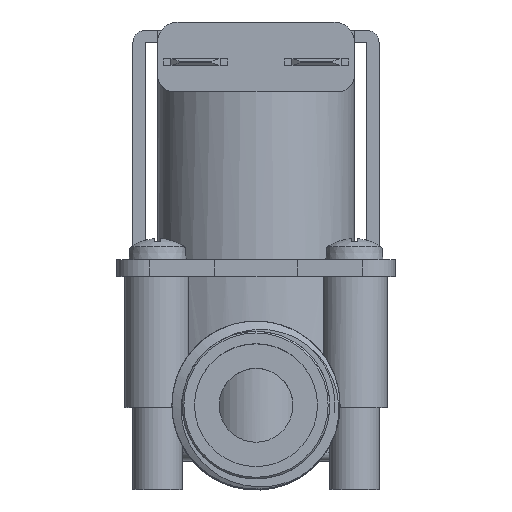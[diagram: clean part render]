
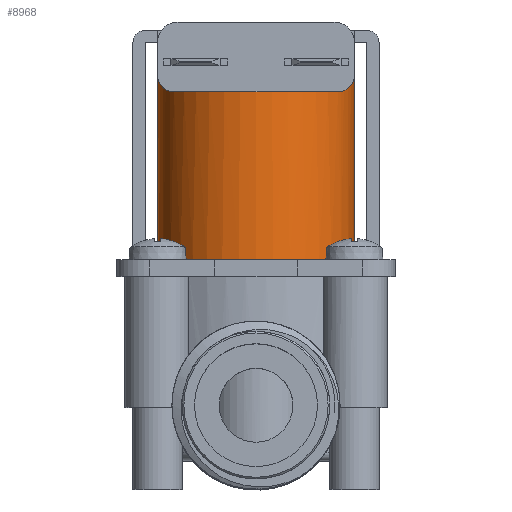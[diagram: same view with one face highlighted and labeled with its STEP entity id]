
A CAD part, top view. The second image highlights one B-rep face of the part: STEP entity #8968.
In plain terms, the highlighted cylindrical face has radius 12 mm (diameter 24 mm), a full revolution.
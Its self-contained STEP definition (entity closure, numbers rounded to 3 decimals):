
#1187=FACE_OUTER_BOUND('',#1771,.T.);
#1771=EDGE_LOOP('',(#8153,#8154,#8155,#8156,#8157,#8158,#8159,#8160,#8161));
#2196=CIRCLE('',#10083,12.);
#2215=CIRCLE('',#10122,12.);
#2216=CIRCLE('',#10125,12.);
#2360=B_SPLINE_CURVE_WITH_KNOTS('',3,(#21039,#21040,#21041,#21042,#21043,
#21044),.UNSPECIFIED.,.F.,.F.,(4,2,4),(1.486,1.839,
2.191),.UNSPECIFIED.);
#2361=B_SPLINE_CURVE_WITH_KNOTS('',3,(#21051,#21052,#21053,#21054,#21055,
#21056),.UNSPECIFIED.,.F.,.F.,(4,2,4),(0.,0.353,0.705),
 .UNSPECIFIED.);
#2938=LINE('',#21018,#3598);
#2942=LINE('',#21034,#3602);
#2946=LINE('',#21059,#3606);
#3598=VECTOR('',#12470,10.);
#3602=VECTOR('',#12488,10.);
#3606=VECTOR('',#12504,12.);
#4429=VERTEX_POINT('',#20930);
#4430=VERTEX_POINT('',#20932);
#4458=VERTEX_POINT('',#21016);
#4463=VERTEX_POINT('',#21033);
#4464=VERTEX_POINT('',#21038);
#4465=VERTEX_POINT('',#21047);
#4466=VERTEX_POINT('',#21058);
#5648=EDGE_CURVE('',#4429,#4430,#2196,.T.);
#5691=EDGE_CURVE('',#4458,#4429,#2938,.T.);
#5699=EDGE_CURVE('',#4463,#4430,#2942,.T.);
#5701=EDGE_CURVE('',#4463,#4464,#2360,.F.);
#5703=EDGE_CURVE('',#4465,#4464,#2215,.T.);
#5705=EDGE_CURVE('',#4465,#4458,#2361,.F.);
#5706=EDGE_CURVE('',#4463,#4466,#2946,.T.);
#5707=EDGE_CURVE('',#4466,#4466,#2216,.T.);
#8153=ORIENTED_EDGE('',*,*,#5703,.T.);
#8154=ORIENTED_EDGE('',*,*,#5701,.F.);
#8155=ORIENTED_EDGE('',*,*,#5706,.T.);
#8156=ORIENTED_EDGE('',*,*,#5707,.F.);
#8157=ORIENTED_EDGE('',*,*,#5706,.F.);
#8158=ORIENTED_EDGE('',*,*,#5699,.T.);
#8159=ORIENTED_EDGE('',*,*,#5648,.F.);
#8160=ORIENTED_EDGE('',*,*,#5691,.F.);
#8161=ORIENTED_EDGE('',*,*,#5705,.F.);
#8503=CYLINDRICAL_SURFACE('',#10124,12.);
#8968=ADVANCED_FACE('',(#1187),#8503,.T.);
#10083=AXIS2_PLACEMENT_3D('',#20933,#12384,#12385);
#10122=AXIS2_PLACEMENT_3D('',#21048,#12497,#12498);
#10124=AXIS2_PLACEMENT_3D('',#21057,#12502,#12503);
#10125=AXIS2_PLACEMENT_3D('',#21060,#12505,#12506);
#12384=DIRECTION('center_axis',(0.,1.,0.));
#12385=DIRECTION('ref_axis',(1.,0.,0.));
#12470=DIRECTION('',(0.,1.,0.));
#12488=DIRECTION('',(0.,1.,0.));
#12497=DIRECTION('center_axis',(0.,-1.,0.));
#12498=DIRECTION('ref_axis',(1.,0.,0.));
#12502=DIRECTION('center_axis',(0.,1.,0.));
#12503=DIRECTION('ref_axis',(1.,0.,0.));
#12504=DIRECTION('',(0.,-1.,0.));
#12505=DIRECTION('center_axis',(0.,-1.,0.));
#12506=DIRECTION('ref_axis',(1.,0.,0.));
#20930=CARTESIAN_POINT('',(12.,28.5,0.));
#20932=CARTESIAN_POINT('',(-12.,28.5,0.));
#20933=CARTESIAN_POINT('Origin',(0.,28.5,0.));
#21016=CARTESIAN_POINT('',(12.,24.5,0.));
#21018=CARTESIAN_POINT('',(12.,2.,0.));
#21033=CARTESIAN_POINT('',(-12.,24.5,0.));
#21034=CARTESIAN_POINT('',(-12.,2.,0.));
#21038=CARTESIAN_POINT('',(-10.,22.5,6.633));
#21039=CARTESIAN_POINT('Ctrl Pts',(-10.,22.5,6.633));
#21040=CARTESIAN_POINT('Ctrl Pts',(-10.65,22.5,5.654));
#21041=CARTESIAN_POINT('Ctrl Pts',(-11.167,22.797,4.551));
#21042=CARTESIAN_POINT('Ctrl Pts',(-11.844,23.57,2.267));
#21043=CARTESIAN_POINT('Ctrl Pts',(-12.,24.056,1.088));
#21044=CARTESIAN_POINT('Ctrl Pts',(-12.,24.5,0.));
#21047=CARTESIAN_POINT('',(10.,22.5,6.633));
#21048=CARTESIAN_POINT('Origin',(0.,22.5,0.));
#21051=CARTESIAN_POINT('Ctrl Pts',(12.,24.5,0.));
#21052=CARTESIAN_POINT('Ctrl Pts',(12.,24.056,1.088));
#21053=CARTESIAN_POINT('Ctrl Pts',(11.844,23.57,2.267));
#21054=CARTESIAN_POINT('Ctrl Pts',(11.167,22.797,4.551));
#21055=CARTESIAN_POINT('Ctrl Pts',(10.65,22.5,5.654));
#21056=CARTESIAN_POINT('Ctrl Pts',(10.,22.5,6.633));
#21057=CARTESIAN_POINT('Origin',(0.,2.,0.));
#21058=CARTESIAN_POINT('',(-12.,2.,0.));
#21059=CARTESIAN_POINT('',(-12.,2.,0.));
#21060=CARTESIAN_POINT('Origin',(0.,2.,0.));
